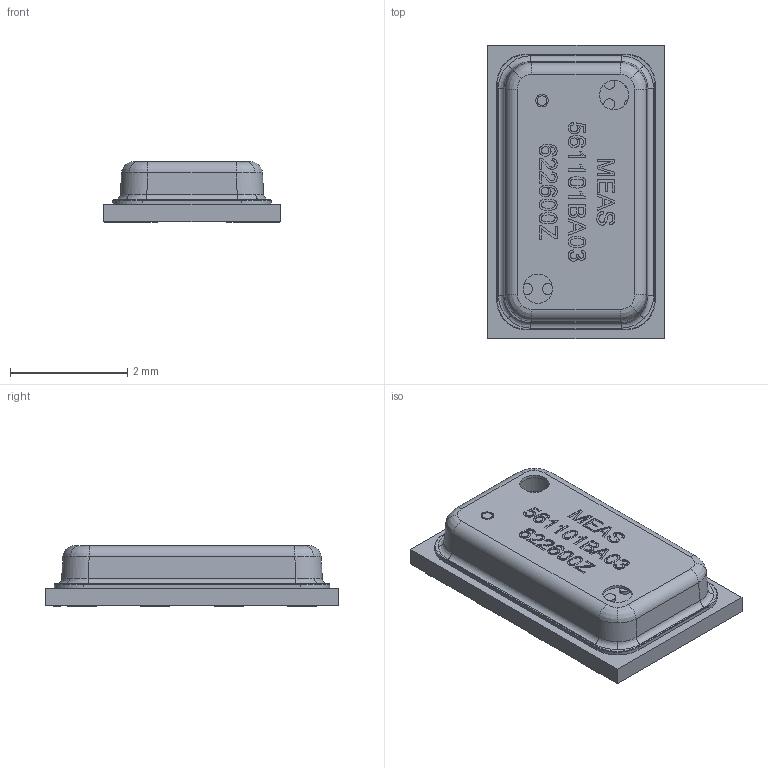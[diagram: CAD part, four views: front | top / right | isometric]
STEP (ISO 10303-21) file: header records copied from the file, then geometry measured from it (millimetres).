
FILE_DESCRIPTION (( 'STEP AP214' ), '1' );
FILE_NAME ('User Library-ms5611.STEP.STEP', '2020-03-26T08:13:36', ( '' ), ( '' ), 'SwSTEP 2.0', 'SolidWorks 2019', '' );
FILE_SCHEMA (( 'AUTOMOTIVE_DESIGN' ));
Length unit declared in the file: millimetre
Products named in the file (1): User Library-ms5611.STEP
Bounding box: 3 x 5 x 1.03 mm (x, y, z)
Volume: 5.6 mm3; surface area: 74.4 mm2
Topology: 1 solids, 1 shells, 671 faces, 1610 edges, 1060 vertices
Faces by surface type: plane 282, bspline 195, cylinder 190, torus 4
Entity records: 35748 total; most frequent: CARTESIAN_POINT 13776, ORIENTED_EDGE 3220, DIRECTION 2542, EDGE_CURVE 1610, VERTEX_POINT 1060, AXIS2_PLACEMENT_3D 861, LINE 820, VECTOR 820
